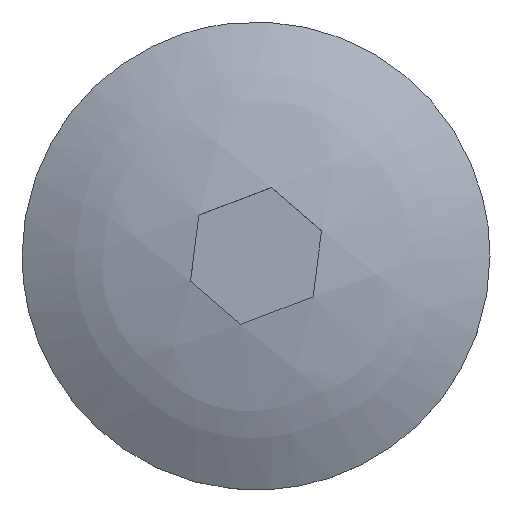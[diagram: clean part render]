
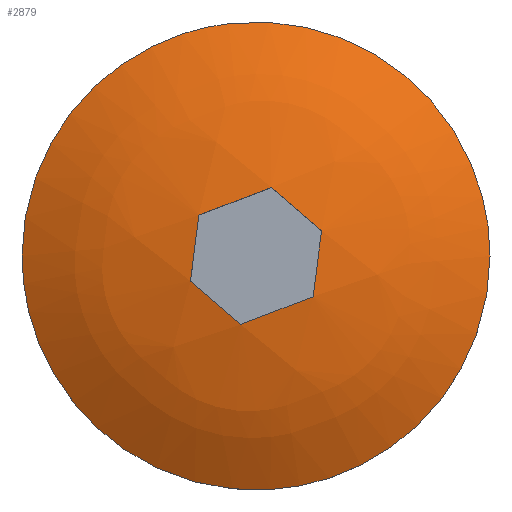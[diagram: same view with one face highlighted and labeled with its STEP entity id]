
A CAD part, top view. The second image highlights one B-rep face of the part: STEP entity #2879.
In plain terms, the highlighted free-form (B-spline) face has degree [2, 2] with [4, 4] control points.
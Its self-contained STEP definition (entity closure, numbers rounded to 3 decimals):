
#327=CARTESIAN_POINT('',(-0.708,5.958,6.856));
#328=VERTEX_POINT('',#327);
#334=CARTESIAN_POINT('',(6.0,0.0,6.856));
#335=VERTEX_POINT('',#334);
#336=CARTESIAN_POINT('',(-0.708,5.958,6.856));
#337=CARTESIAN_POINT('',(-0.355,6.0,6.856));
#338=CARTESIAN_POINT('',(0.0,6.0,6.856));
#339=CARTESIAN_POINT('',(6.0,6.0,6.856));
#340=CARTESIAN_POINT('',(6.0,0.0,6.856));
#348=(BOUNDED_CURVE()B_SPLINE_CURVE(2,(#336,#337,#338,#339,#340),.UNSPECIFIED.,.F.,.U.)B_SPLINE_CURVE_WITH_KNOTS((3,2,3),(0.23,0.25,0.5),.UNSPECIFIED.)CURVE()GEOMETRIC_REPRESENTATION_ITEM()RATIONAL_B_SPLINE_CURVE((0.956,0.976,1.0,0.707,1.0))REPRESENTATION_ITEM(''));
#349=EDGE_CURVE('',#328,#335,#348,.T.);
#351=CARTESIAN_POINT('',(0.366,-5.989,6.856));
#352=VERTEX_POINT('',#351);
#353=CARTESIAN_POINT('',(6.0,0.0,6.856));
#354=CARTESIAN_POINT('',(6.,-5.644,6.856));
#355=CARTESIAN_POINT('',(0.366,-5.989,6.856));
#363=(BOUNDED_CURVE()B_SPLINE_CURVE(2,(#353,#354,#355),.UNSPECIFIED.,.F.,.U.)B_SPLINE_CURVE_WITH_KNOTS((3,3),(0.5,0.739),.UNSPECIFIED.)CURVE()GEOMETRIC_REPRESENTATION_ITEM()RATIONAL_B_SPLINE_CURVE((1.0,0.72,0.976))REPRESENTATION_ITEM(''));
#364=EDGE_CURVE('',#335,#352,#363,.T.);
#438=CARTESIAN_POINT('',(-6.0,0.0,6.856));
#439=VERTEX_POINT('',#438);
#440=CARTESIAN_POINT('',(0.366,-5.989,6.856));
#441=CARTESIAN_POINT('',(0.183,-6.0,6.856));
#442=CARTESIAN_POINT('',(0.0,-6.0,6.856));
#443=CARTESIAN_POINT('',(-6.0,-6.0,6.856));
#444=CARTESIAN_POINT('',(-6.0,0.0,6.856));
#452=(BOUNDED_CURVE()B_SPLINE_CURVE(2,(#440,#441,#442,#443,#444),.UNSPECIFIED.,.F.,.U.)B_SPLINE_CURVE_WITH_KNOTS((3,2,3),(0.739,0.75,1.0),.UNSPECIFIED.)CURVE()GEOMETRIC_REPRESENTATION_ITEM()RATIONAL_B_SPLINE_CURVE((0.976,0.988,1.0,0.707,1.0))REPRESENTATION_ITEM(''));
#453=EDGE_CURVE('',#352,#439,#452,.T.);
#455=CARTESIAN_POINT('',(-6.0,0.0,6.856));
#456=CARTESIAN_POINT('',(-6.,5.329,6.856));
#457=CARTESIAN_POINT('',(-0.708,5.958,6.856));
#465=(BOUNDED_CURVE()B_SPLINE_CURVE(2,(#455,#456,#457),.UNSPECIFIED.,.F.,.U.)B_SPLINE_CURVE_WITH_KNOTS((3,3),(0.0,0.23),.UNSPECIFIED.)CURVE()GEOMETRIC_REPRESENTATION_ITEM()RATIONAL_B_SPLINE_CURVE((1.0,0.731,0.956))REPRESENTATION_ITEM(''));
#466=EDGE_CURVE('',#439,#328,#465,.T.);
#2636=CARTESIAN_POINT('',(0.391,1.757,8.321));
#2637=VERTEX_POINT('',#2636);
#2644=CARTESIAN_POINT('',(1.68,0.645,8.321));
#2645=VERTEX_POINT('',#2644);
#2651=CARTESIAN_POINT('',(0.391,1.757,8.321));
#2652=CARTESIAN_POINT('',(1.036,1.201,8.382));
#2653=CARTESIAN_POINT('',(1.68,0.645,8.321));
#2661=(BOUNDED_CURVE()B_SPLINE_CURVE(2,(#2651,#2652,#2653),.UNSPECIFIED.,.F.,.U.)CURVE()GEOMETRIC_REPRESENTATION_ITEM()QUASI_UNIFORM_CURVE()RATIONAL_B_SPLINE_CURVE((1.0,0.997,1.0))REPRESENTATION_ITEM(''));
#2662=EDGE_CURVE('',#2637,#2645,#2661,.T.);
#2672=CARTESIAN_POINT('',(-1.466,1.044,8.321));
#2673=VERTEX_POINT('',#2672);
#2681=CARTESIAN_POINT('',(-1.466,1.044,8.321));
#2682=CARTESIAN_POINT('',(-0.538,1.4,8.404));
#2683=CARTESIAN_POINT('',(0.391,1.757,8.321));
#2691=(BOUNDED_CURVE()B_SPLINE_CURVE(2,(#2681,#2682,#2683),.UNSPECIFIED.,.F.,.U.)CURVE()GEOMETRIC_REPRESENTATION_ITEM()QUASI_UNIFORM_CURVE()RATIONAL_B_SPLINE_CURVE((1.0,0.997,1.0))REPRESENTATION_ITEM(''));
#2692=EDGE_CURVE('',#2673,#2637,#2691,.T.);
#2702=CARTESIAN_POINT('',(-1.68,-0.645,8.321));
#2703=VERTEX_POINT('',#2702);
#2711=CARTESIAN_POINT('',(-1.68,-0.645,8.321));
#2712=CARTESIAN_POINT('',(-1.573,0.199,8.382));
#2713=CARTESIAN_POINT('',(-1.466,1.044,8.321));
#2721=(BOUNDED_CURVE()B_SPLINE_CURVE(2,(#2711,#2712,#2713),.UNSPECIFIED.,.F.,.U.)CURVE()GEOMETRIC_REPRESENTATION_ITEM()QUASI_UNIFORM_CURVE()RATIONAL_B_SPLINE_CURVE((1.0,0.997,1.0))REPRESENTATION_ITEM(''));
#2722=EDGE_CURVE('',#2703,#2673,#2721,.T.);
#2732=CARTESIAN_POINT('',(-0.391,-1.757,8.321));
#2733=VERTEX_POINT('',#2732);
#2741=CARTESIAN_POINT('',(-0.391,-1.757,8.321));
#2742=CARTESIAN_POINT('',(-1.036,-1.201,8.382));
#2743=CARTESIAN_POINT('',(-1.68,-0.645,8.321));
#2751=(BOUNDED_CURVE()B_SPLINE_CURVE(2,(#2741,#2742,#2743),.UNSPECIFIED.,.F.,.U.)CURVE()GEOMETRIC_REPRESENTATION_ITEM()QUASI_UNIFORM_CURVE()RATIONAL_B_SPLINE_CURVE((1.0,0.997,1.0))REPRESENTATION_ITEM(''));
#2752=EDGE_CURVE('',#2733,#2703,#2751,.T.);
#2762=CARTESIAN_POINT('',(1.466,-1.044,8.321));
#2763=VERTEX_POINT('',#2762);
#2771=CARTESIAN_POINT('',(1.466,-1.044,8.321));
#2772=CARTESIAN_POINT('',(0.538,-1.4,8.404));
#2773=CARTESIAN_POINT('',(-0.391,-1.757,8.321));
#2781=(BOUNDED_CURVE()B_SPLINE_CURVE(2,(#2771,#2772,#2773),.UNSPECIFIED.,.F.,.U.)CURVE()GEOMETRIC_REPRESENTATION_ITEM()QUASI_UNIFORM_CURVE()RATIONAL_B_SPLINE_CURVE((1.0,0.997,1.0))REPRESENTATION_ITEM(''));
#2782=EDGE_CURVE('',#2763,#2733,#2781,.T.);
#2795=CARTESIAN_POINT('',(1.68,0.645,8.321));
#2796=CARTESIAN_POINT('',(1.573,-0.199,8.382));
#2797=CARTESIAN_POINT('',(1.466,-1.044,8.321));
#2805=(BOUNDED_CURVE()B_SPLINE_CURVE(2,(#2795,#2796,#2797),.UNSPECIFIED.,.F.,.U.)CURVE()GEOMETRIC_REPRESENTATION_ITEM()QUASI_UNIFORM_CURVE()RATIONAL_B_SPLINE_CURVE((1.0,0.997,1.0))REPRESENTATION_ITEM(''));
#2806=EDGE_CURVE('',#2645,#2763,#2805,.T.);
#2841=CARTESIAN_POINT('',(-6.031,-6.031,4.919));
#2842=CARTESIAN_POINT('',(-3.254,-6.509,6.547));
#2843=CARTESIAN_POINT('',(3.254,-6.509,6.547));
#2844=CARTESIAN_POINT('',(6.031,-6.031,4.919));
#2845=CARTESIAN_POINT('',(-6.509,-3.254,6.547));
#2846=CARTESIAN_POINT('',(-3.534,-3.534,8.456));
#2847=CARTESIAN_POINT('',(3.534,-3.534,8.456));
#2848=CARTESIAN_POINT('',(6.509,-3.254,6.547));
#2849=CARTESIAN_POINT('',(-6.509,3.254,6.547));
#2850=CARTESIAN_POINT('',(-3.534,3.534,8.456));
#2851=CARTESIAN_POINT('',(3.534,3.534,8.456));
#2852=CARTESIAN_POINT('',(6.509,3.254,6.547));
#2853=CARTESIAN_POINT('',(-6.031,6.031,4.919));
#2854=CARTESIAN_POINT('',(-3.254,6.509,6.547));
#2855=CARTESIAN_POINT('',(3.254,6.509,6.547));
#2856=CARTESIAN_POINT('',(6.031,6.031,4.919));
#2864=(BOUNDED_SURFACE()B_SPLINE_SURFACE(2,2,((#2841,#2845,#2849,#2853),(#2842,#2846,#2850,#2854),(#2843,#2847,#2851,#2855),(#2844,#2848,#2852,#2856)),.UNSPECIFIED.,.F.,.F.,.U.)B_SPLINE_SURFACE_WITH_KNOTS((3,1,3),(3,1,3),(1.356,8.01,14.664),(1.356,8.01,14.664),.UNSPECIFIED.)GEOMETRIC_REPRESENTATION_ITEM()RATIONAL_B_SPLINE_SURFACE(((1.172,1.086,1.086,1.172),(1.086,1.0,1.0,1.086),(1.086,1.0,1.0,1.086),(1.172,1.086,1.086,1.172)))REPRESENTATION_ITEM('')SURFACE());
#2865=ORIENTED_EDGE('',*,*,#349,.F.);
#2866=ORIENTED_EDGE('',*,*,#466,.F.);
#2867=ORIENTED_EDGE('',*,*,#453,.F.);
#2868=ORIENTED_EDGE('',*,*,#364,.F.);
#2869=EDGE_LOOP('',(#2865,#2866,#2867,#2868));
#2870=FACE_OUTER_BOUND('',#2869,.T.);
#2871=ORIENTED_EDGE('',*,*,#2662,.T.);
#2872=ORIENTED_EDGE('',*,*,#2806,.T.);
#2873=ORIENTED_EDGE('',*,*,#2782,.T.);
#2874=ORIENTED_EDGE('',*,*,#2752,.T.);
#2875=ORIENTED_EDGE('',*,*,#2722,.T.);
#2876=ORIENTED_EDGE('',*,*,#2692,.T.);
#2877=EDGE_LOOP('',(#2871,#2872,#2873,#2874,#2875,#2876));
#2878=FACE_BOUND('',#2877,.T.);
#2879=ADVANCED_FACE('',(#2870,#2878),#2864,.T.);
